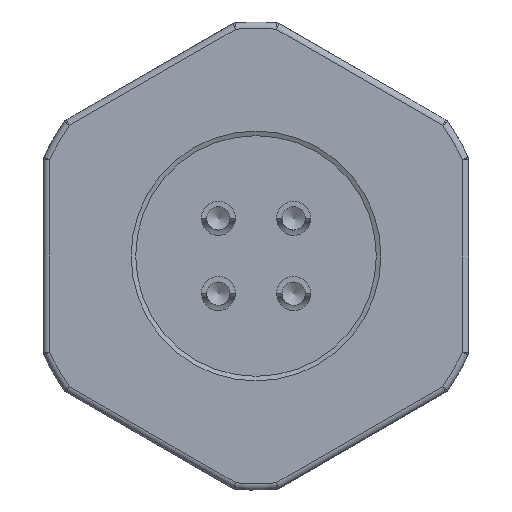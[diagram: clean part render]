
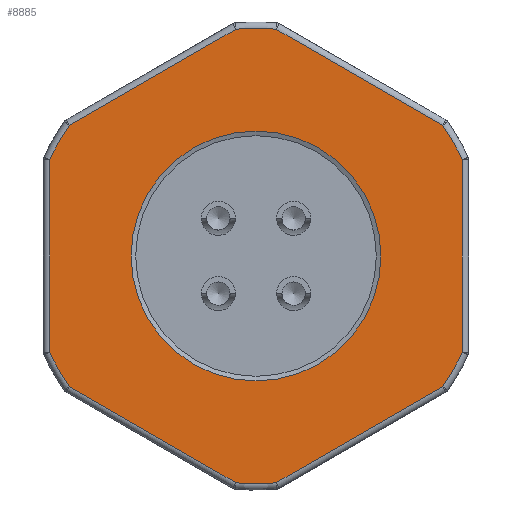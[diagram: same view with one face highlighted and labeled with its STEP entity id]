
A CAD part, left-side view. The second image highlights one B-rep face of the part: STEP entity #8885.
In plain terms, the highlighted planar face has unit normal (-1, 0, 0).
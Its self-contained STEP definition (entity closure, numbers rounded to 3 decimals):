
#515=LINE('',#25149,#1322);
#516=LINE('',#25153,#1323);
#517=LINE('',#25157,#1324);
#518=LINE('',#25161,#1325);
#519=LINE('',#25165,#1326);
#520=LINE('',#25169,#1327);
#1322=VECTOR('',#10895,1000.);
#1323=VECTOR('',#10898,1000.);
#1324=VECTOR('',#10901,1000.);
#1325=VECTOR('',#10904,1000.);
#1326=VECTOR('',#10907,1000.);
#1327=VECTOR('',#10910,1000.);
#2020=PLANE('',#9609);
#2922=ORIENTED_EDGE('',*,*,#5269,.T.);
#2923=ORIENTED_EDGE('',*,*,#5270,.T.);
#2924=ORIENTED_EDGE('',*,*,#5271,.T.);
#2925=ORIENTED_EDGE('',*,*,#5272,.T.);
#2926=ORIENTED_EDGE('',*,*,#5273,.T.);
#2927=ORIENTED_EDGE('',*,*,#5274,.T.);
#2928=ORIENTED_EDGE('',*,*,#5275,.T.);
#2929=ORIENTED_EDGE('',*,*,#5276,.T.);
#2930=ORIENTED_EDGE('',*,*,#5277,.T.);
#2931=ORIENTED_EDGE('',*,*,#5278,.T.);
#2932=ORIENTED_EDGE('',*,*,#5279,.T.);
#2933=ORIENTED_EDGE('',*,*,#5280,.T.);
#2934=ORIENTED_EDGE('',*,*,#5281,.T.);
#5269=EDGE_CURVE('',#6456,#6456,#7115,.T.);
#5270=EDGE_CURVE('',#6457,#6458,#7116,.F.);
#5271=EDGE_CURVE('',#6458,#6459,#515,.F.);
#5272=EDGE_CURVE('',#6459,#6460,#7117,.F.);
#5273=EDGE_CURVE('',#6460,#6461,#516,.F.);
#5274=EDGE_CURVE('',#6461,#6462,#7118,.F.);
#5275=EDGE_CURVE('',#6462,#6463,#517,.F.);
#5276=EDGE_CURVE('',#6463,#6464,#7119,.F.);
#5277=EDGE_CURVE('',#6464,#6465,#518,.F.);
#5278=EDGE_CURVE('',#6465,#6466,#7120,.F.);
#5279=EDGE_CURVE('',#6466,#6467,#519,.F.);
#5280=EDGE_CURVE('',#6467,#6468,#7121,.F.);
#5281=EDGE_CURVE('',#6468,#6457,#520,.F.);
#6456=VERTEX_POINT('',#25145);
#6457=VERTEX_POINT('',#25147);
#6458=VERTEX_POINT('',#25148);
#6459=VERTEX_POINT('',#25150);
#6460=VERTEX_POINT('',#25152);
#6461=VERTEX_POINT('',#25154);
#6462=VERTEX_POINT('',#25156);
#6463=VERTEX_POINT('',#25158);
#6464=VERTEX_POINT('',#25160);
#6465=VERTEX_POINT('',#25162);
#6466=VERTEX_POINT('',#25164);
#6467=VERTEX_POINT('',#25166);
#6468=VERTEX_POINT('',#25168);
#7115=CIRCLE('',#9610,5.87);
#7116=CIRCLE('',#9611,10.7);
#7117=CIRCLE('',#9612,10.7);
#7118=CIRCLE('',#9613,10.7);
#7119=CIRCLE('',#9614,10.7);
#7120=CIRCLE('',#9615,10.7);
#7121=CIRCLE('',#9616,10.7);
#7510=EDGE_LOOP('',(#2922));
#7511=EDGE_LOOP('',(#2923,#2924,#2925,#2926,#2927,#2928,#2929,#2930,#2931,
#2932,#2933,#2934));
#8157=FACE_BOUND('',#7510,.T.);
#8158=FACE_BOUND('',#7511,.T.);
#8885=ADVANCED_FACE('',(#8157,#8158),#2020,.F.);
#9609=AXIS2_PLACEMENT_3D('',#25143,#10889,#10890);
#9610=AXIS2_PLACEMENT_3D('',#25144,#10891,#10892);
#9611=AXIS2_PLACEMENT_3D('',#25146,#10893,#10894);
#9612=AXIS2_PLACEMENT_3D('',#25151,#10896,#10897);
#9613=AXIS2_PLACEMENT_3D('',#25155,#10899,#10900);
#9614=AXIS2_PLACEMENT_3D('',#25159,#10902,#10903);
#9615=AXIS2_PLACEMENT_3D('',#25163,#10905,#10906);
#9616=AXIS2_PLACEMENT_3D('',#25167,#10908,#10909);
#10889=DIRECTION('',(1.,0.,0.));
#10890=DIRECTION('',(0.,0.,-1.));
#10891=DIRECTION('',(1.,0.,0.));
#10892=DIRECTION('',(0.,0.,-1.));
#10893=DIRECTION('',(1.,0.,0.));
#10894=DIRECTION('',(0.,0.,-1.));
#10895=DIRECTION('',(0.,1.,0.));
#10896=DIRECTION('',(1.,0.,0.));
#10897=DIRECTION('',(0.,0.,-1.));
#10898=DIRECTION('',(0.,0.5,-0.866));
#10899=DIRECTION('',(1.,0.,0.));
#10900=DIRECTION('',(0.,0.,-1.));
#10901=DIRECTION('',(0.,-0.5,-0.866));
#10902=DIRECTION('',(1.,0.,0.));
#10903=DIRECTION('',(0.,0.,-1.));
#10904=DIRECTION('',(0.,-1.,0.));
#10905=DIRECTION('',(1.,0.,0.));
#10906=DIRECTION('',(0.,0.,-1.));
#10907=DIRECTION('',(0.,-0.5,0.866));
#10908=DIRECTION('',(1.,0.,0.));
#10909=DIRECTION('',(0.,0.,-1.));
#10910=DIRECTION('',(0.,0.5,0.866));
#25143=CARTESIAN_POINT('',(-1.5,0.,0.));
#25144=CARTESIAN_POINT('',(-1.5,0.,0.));
#25145=CARTESIAN_POINT('',(-1.5,0.,-5.87));
#25146=CARTESIAN_POINT('',(-1.5,0.,0.));
#25147=CARTESIAN_POINT('',(-1.5,6.142,-8.762));
#25148=CARTESIAN_POINT('',(-1.5,4.517,-9.7));
#25149=CARTESIAN_POINT('',(-1.5,0.,-9.7));
#25150=CARTESIAN_POINT('',(-1.5,-4.517,-9.7));
#25151=CARTESIAN_POINT('',(-1.5,0.,0.));
#25152=CARTESIAN_POINT('',(-1.5,-6.142,-8.762));
#25153=CARTESIAN_POINT('',(-1.5,-8.4,-4.85));
#25154=CARTESIAN_POINT('',(-1.5,-10.659,-0.938));
#25155=CARTESIAN_POINT('',(-1.5,0.,0.));
#25156=CARTESIAN_POINT('',(-1.5,-10.659,0.938));
#25157=CARTESIAN_POINT('',(-1.5,-8.4,4.85));
#25158=CARTESIAN_POINT('',(-1.5,-6.142,8.762));
#25159=CARTESIAN_POINT('',(-1.5,0.,0.));
#25160=CARTESIAN_POINT('',(-1.5,-4.517,9.7));
#25161=CARTESIAN_POINT('',(-1.5,0.,9.7));
#25162=CARTESIAN_POINT('',(-1.5,4.517,9.7));
#25163=CARTESIAN_POINT('',(-1.5,0.,0.));
#25164=CARTESIAN_POINT('',(-1.5,6.142,8.762));
#25165=CARTESIAN_POINT('',(-1.5,8.4,4.85));
#25166=CARTESIAN_POINT('',(-1.5,10.659,0.938));
#25167=CARTESIAN_POINT('',(-1.5,0.,0.));
#25168=CARTESIAN_POINT('',(-1.5,10.659,-0.938));
#25169=CARTESIAN_POINT('',(-1.5,8.4,-4.85));
